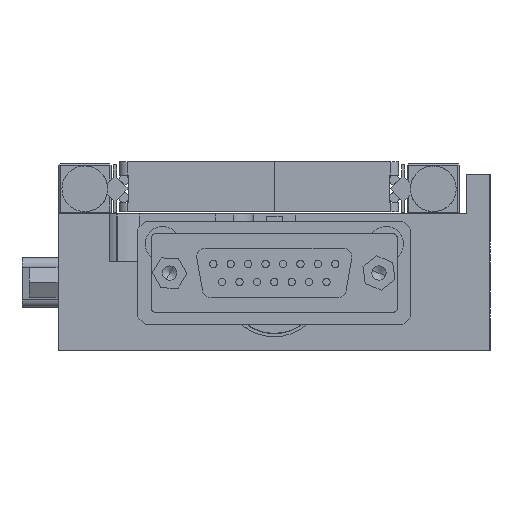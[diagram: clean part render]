
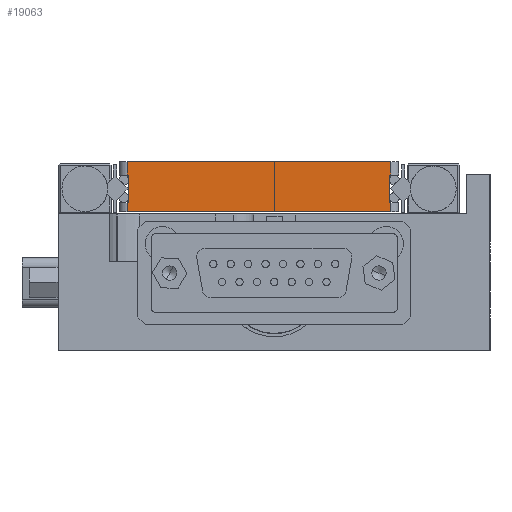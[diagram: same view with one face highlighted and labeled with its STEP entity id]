
A CAD part, left-side view. The second image highlights one B-rep face of the part: STEP entity #19063.
In plain terms, the highlighted planar face has unit normal (-1, 0, 0).
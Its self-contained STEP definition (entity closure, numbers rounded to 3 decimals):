
#598 = VECTOR ( 'NONE', #21246, 1000. ) ;
#1316 = VERTEX_POINT ( 'NONE', #14810 ) ;
#1383 = CARTESIAN_POINT ( 'NONE',  ( 50., 58.932, -4.531 ) ) ;
#1654 = ORIENTED_EDGE ( 'NONE', *, *, #25438, .T. ) ;
#2707 = VERTEX_POINT ( 'NONE', #6701 ) ;
#4258 = EDGE_CURVE ( 'NONE', #16788, #21059, #37573, .T. ) ;
#4340 = CARTESIAN_POINT ( 'NONE',  ( 50., 14.482, -4.531 ) ) ;
#5137 = CARTESIAN_POINT ( 'NONE',  ( 50., 57.662, -5.979 ) ) ;
#5415 = DIRECTION ( 'NONE',  ( -1., 0., 0. ) ) ;
#6285 = EDGE_CURVE ( 'NONE', #43552, #1316, #36778, .T. ) ;
#6439 = VERTEX_POINT ( 'NONE', #12887 ) ;
#6493 = LINE ( 'NONE', #20953, #16827 ) ;
#6501 = VERTEX_POINT ( 'NONE', #13325 ) ;
#6534 = CARTESIAN_POINT ( 'NONE',  ( 50., 15.752, -5.979 ) ) ;
#6701 = CARTESIAN_POINT ( 'NONE',  ( 50., 57.408, -0.162 ) ) ;
#6792 = CARTESIAN_POINT ( 'NONE',  ( 50., 58.932, -0.162 ) ) ;
#7119 = ORIENTED_EDGE ( 'NONE', *, *, #19034, .T. ) ;
#7685 = LINE ( 'NONE', #22135, #24796 ) ;
#8205 = LINE ( 'NONE', #22669, #38470 ) ;
#8595 = ORIENTED_EDGE ( 'NONE', *, *, #6285, .T. ) ;
#8965 = FACE_OUTER_BOUND ( 'NONE', #16840, .T. ) ;
#9578 = CARTESIAN_POINT ( 'NONE',  ( 50., 57.662, -5.979 ) ) ;
#10286 = CARTESIAN_POINT ( 'NONE',  ( 50., 16.006, -0.162 ) ) ;
#11215 = EDGE_CURVE ( 'NONE', #45388, #43552, #6493, .T. ) ;
#11445 = CARTESIAN_POINT ( 'NONE',  ( 50., 14.482, -0.162 ) ) ;
#12230 = LINE ( 'NONE', #26682, #24896 ) ;
#12260 = CARTESIAN_POINT ( 'NONE',  ( 50., 16.006, -0.162 ) ) ;
#12615 = VERTEX_POINT ( 'NONE', #15481 ) ;
#12887 = CARTESIAN_POINT ( 'NONE',  ( 50., 15.752, -0.162 ) ) ;
#13325 = CARTESIAN_POINT ( 'NONE',  ( 50., 15.752, 1.972 ) ) ;
#13541 = EDGE_CURVE ( 'NONE', #22435, #43454, #42050, .T. ) ;
#14360 = CARTESIAN_POINT ( 'NONE',  ( 50., 15.752, -5.979 ) ) ;
#14810 = CARTESIAN_POINT ( 'NONE',  ( 50., 16.006, -4.531 ) ) ;
#14880 = AXIS2_PLACEMENT_3D ( 'NONE', #37869, #5415, #19868 ) ;
#15481 = CARTESIAN_POINT ( 'NONE',  ( 50., 57.408, -4.531 ) ) ;
#15863 = DIRECTION ( 'NONE',  ( 0., 1., 0. ) ) ;
#15894 = ORIENTED_EDGE ( 'NONE', *, *, #40838, .F. ) ;
#16788 = VERTEX_POINT ( 'NONE', #37375 ) ;
#16827 = VECTOR ( 'NONE', #35395, 1000. ) ;
#16840 = EDGE_LOOP ( 'NONE', ( #45290, #1654, #15894, #29853, #22269, #36477, #7119, #21343, #35552, #41765, #8595, #26379 ) ) ;
#16981 = EDGE_CURVE ( 'NONE', #43454, #2707, #39248, .T. ) ;
#18810 = DIRECTION ( 'NONE',  ( 0., 1., 0. ) ) ;
#19034 = EDGE_CURVE ( 'NONE', #12615, #16788, #33834, .T. ) ;
#19063 = ADVANCED_FACE ( 'NONE', ( #8965 ), #23427, .T. ) ;
#19608 = DIRECTION ( 'NONE',  ( 0., 0., -1. ) ) ;
#19868 = DIRECTION ( 'NONE',  ( 0., 0., 1. ) ) ;
#20953 = CARTESIAN_POINT ( 'NONE',  ( 50., 15.752, -5.979 ) ) ;
#21059 = VERTEX_POINT ( 'NONE', #44717 ) ;
#21062 = EDGE_CURVE ( 'NONE', #21059, #45388, #12230, .T. ) ;
#21243 = VECTOR ( 'NONE', #28804, 1000. ) ;
#21246 = DIRECTION ( 'NONE',  ( 0., -1., 0. ) ) ;
#21343 = ORIENTED_EDGE ( 'NONE', *, *, #4258, .T. ) ;
#21809 = VECTOR ( 'NONE', #18810, 1000. ) ;
#22135 = CARTESIAN_POINT ( 'NONE',  ( 50., 14.482, 1.972 ) ) ;
#22269 = ORIENTED_EDGE ( 'NONE', *, *, #16981, .T. ) ;
#22435 = VERTEX_POINT ( 'NONE', #35100 ) ;
#22669 = CARTESIAN_POINT ( 'NONE',  ( 50., 57.408, -0.162 ) ) ;
#23206 = VECTOR ( 'NONE', #15863, 1000. ) ;
#23427 = PLANE ( 'NONE',  #14880 ) ;
#23944 = EDGE_CURVE ( 'NONE', #2707, #12615, #8205, .T. ) ;
#24031 = DIRECTION ( 'NONE',  ( 0., 0., -1. ) ) ;
#24796 = VECTOR ( 'NONE', #36565, 1000. ) ;
#24896 = VECTOR ( 'NONE', #41142, 1000. ) ;
#25438 = EDGE_CURVE ( 'NONE', #6439, #6501, #46839, .T. ) ;
#25902 = DIRECTION ( 'NONE',  ( 0., -1., 0. ) ) ;
#26379 = ORIENTED_EDGE ( 'NONE', *, *, #34955, .T. ) ;
#26682 = CARTESIAN_POINT ( 'NONE',  ( 50., 14.482, -5.979 ) ) ;
#26711 = DIRECTION ( 'NONE',  ( 0., 0., 1. ) ) ;
#26986 = VERTEX_POINT ( 'NONE', #10286 ) ;
#28321 = VECTOR ( 'NONE', #19608, 1000. ) ;
#28804 = DIRECTION ( 'NONE',  ( 0., 0., 1. ) ) ;
#29853 = ORIENTED_EDGE ( 'NONE', *, *, #13541, .T. ) ;
#30048 = CARTESIAN_POINT ( 'NONE',  ( 50., 15.752, -4.531 ) ) ;
#30376 = EDGE_CURVE ( 'NONE', #26986, #6439, #43933, .T. ) ;
#33834 = LINE ( 'NONE', #1383, #23206 ) ;
#34955 = EDGE_CURVE ( 'NONE', #1316, #26986, #44741, .T. ) ;
#35100 = CARTESIAN_POINT ( 'NONE',  ( 50., 57.662, 1.972 ) ) ;
#35395 = DIRECTION ( 'NONE',  ( 0., 0., 1. ) ) ;
#35552 = ORIENTED_EDGE ( 'NONE', *, *, #21062, .T. ) ;
#35760 = VECTOR ( 'NONE', #26711, 1000. ) ;
#36477 = ORIENTED_EDGE ( 'NONE', *, *, #23944, .T. ) ;
#36565 = DIRECTION ( 'NONE',  ( 0., -1., 0. ) ) ;
#36778 = LINE ( 'NONE', #4340, #21809 ) ;
#37105 = DIRECTION ( 'NONE',  ( 0., 0., -1. ) ) ;
#37375 = CARTESIAN_POINT ( 'NONE',  ( 50., 57.662, -4.531 ) ) ;
#37573 = LINE ( 'NONE', #5137, #28321 ) ;
#37869 = CARTESIAN_POINT ( 'NONE',  ( 50., 14.482, -5.979 ) ) ;
#38470 = VECTOR ( 'NONE', #37105, 1000. ) ;
#39248 = LINE ( 'NONE', #6792, #598 ) ;
#39906 = VECTOR ( 'NONE', #25902, 1000. ) ;
#40838 = EDGE_CURVE ( 'NONE', #22435, #6501, #7685, .T. ) ;
#41142 = DIRECTION ( 'NONE',  ( 0., -1., 0. ) ) ;
#41765 = ORIENTED_EDGE ( 'NONE', *, *, #11215, .T. ) ;
#41907 = VECTOR ( 'NONE', #24031, 1000. ) ;
#42050 = LINE ( 'NONE', #9578, #41907 ) ;
#43454 = VERTEX_POINT ( 'NONE', #43850 ) ;
#43552 = VERTEX_POINT ( 'NONE', #30048 ) ;
#43850 = CARTESIAN_POINT ( 'NONE',  ( 50., 57.662, -0.162 ) ) ;
#43933 = LINE ( 'NONE', #11445, #39906 ) ;
#44717 = CARTESIAN_POINT ( 'NONE',  ( 50., 57.662, -5.979 ) ) ;
#44741 = LINE ( 'NONE', #12260, #35760 ) ;
#45290 = ORIENTED_EDGE ( 'NONE', *, *, #30376, .T. ) ;
#45388 = VERTEX_POINT ( 'NONE', #6534 ) ;
#46839 = LINE ( 'NONE', #14360, #21243 ) ;
